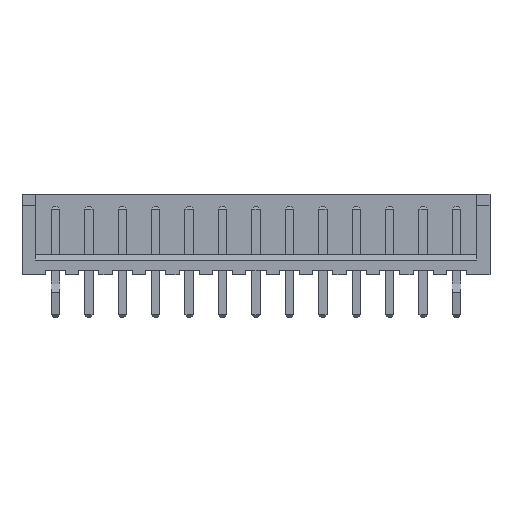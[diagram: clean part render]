
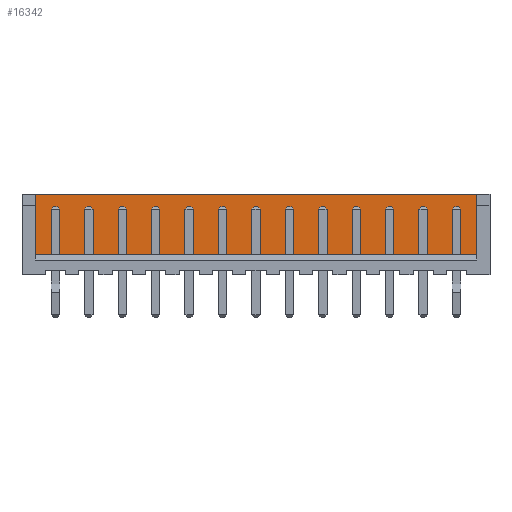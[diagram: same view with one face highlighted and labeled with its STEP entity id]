
A CAD part, front view. The second image highlights one B-rep face of the part: STEP entity #16342.
In plain terms, the highlighted planar face has unit normal (0, -1, 0).
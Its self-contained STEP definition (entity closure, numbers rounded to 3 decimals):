
#7158 = PLANE('',#7159);
#7159 = AXIS2_PLACEMENT_3D('',#7160,#7161,#7162);
#7160 = CARTESIAN_POINT('',(31.5,-0.6,1.5));
#7161 = DIRECTION('',(0.,0.,-1.));
#7162 = DIRECTION('',(-1.,0.,0.));
#7214 = PLANE('',#7215);
#7215 = AXIS2_PLACEMENT_3D('',#7216,#7217,#7218);
#7216 = CARTESIAN_POINT('',(-2.5,-2.2,6.));
#7217 = DIRECTION('',(0.,0.,-1.));
#7218 = DIRECTION('',(-1.,0.,0.));
#11306 = VERTEX_POINT('',#11307);
#11307 = CARTESIAN_POINT('',(32.05,1.15,6.));
#11321 = PLANE('',#11322);
#11322 = AXIS2_PLACEMENT_3D('',#11323,#11324,#11325);
#11323 = CARTESIAN_POINT('',(32.05,0.65,6.));
#11324 = DIRECTION('',(1.,0.,0.));
#11325 = DIRECTION('',(0.,1.,0.));
#11333 = EDGE_CURVE('',#11306,#11334,#11336,.T.);
#11334 = VERTEX_POINT('',#11335);
#11335 = CARTESIAN_POINT('',(-2.05,1.15,6.));
#11336 = SURFACE_CURVE('',#11337,(#11341,#11348),.PCURVE_S1.);
#11337 = LINE('',#11338,#11339);
#11338 = CARTESIAN_POINT('',(32.05,1.15,6.));
#11339 = VECTOR('',#11340,1.);
#11340 = DIRECTION('',(-1.,0.,0.));
#11341 = PCURVE('',#7214,#11342);
#11342 = DEFINITIONAL_REPRESENTATION('',(#11343),#11347);
#11343 = LINE('',#11344,#11345);
#11344 = CARTESIAN_POINT('',(-34.55,3.35));
#11345 = VECTOR('',#11346,1.);
#11346 = DIRECTION('',(1.,0.));
#11347 = ( GEOMETRIC_REPRESENTATION_CONTEXT(2)
PARAMETRIC_REPRESENTATION_CONTEXT() REPRESENTATION_CONTEXT('2D SPACE',''
) );
#11348 = PCURVE('',#11349,#11354);
#11349 = PLANE('',#11350);
#11350 = AXIS2_PLACEMENT_3D('',#11351,#11352,#11353);
#11351 = CARTESIAN_POINT('',(32.05,1.15,6.));
#11352 = DIRECTION('',(0.,1.,0.));
#11353 = DIRECTION('',(-1.,0.,0.));
#11354 = DEFINITIONAL_REPRESENTATION('',(#11355),#11359);
#11355 = LINE('',#11356,#11357);
#11356 = CARTESIAN_POINT('',(0.,0.));
#11357 = VECTOR('',#11358,1.);
#11358 = DIRECTION('',(1.,0.));
#11359 = ( GEOMETRIC_REPRESENTATION_CONTEXT(2)
PARAMETRIC_REPRESENTATION_CONTEXT() REPRESENTATION_CONTEXT('2D SPACE',''
) );
#11377 = PLANE('',#11378);
#11378 = AXIS2_PLACEMENT_3D('',#11379,#11380,#11381);
#11379 = CARTESIAN_POINT('',(-2.05,1.15,6.));
#11380 = DIRECTION('',(-1.,0.,0.));
#11381 = DIRECTION('',(0.,-1.,0.));
#11629 = VERTEX_POINT('',#11630);
#11630 = CARTESIAN_POINT('',(-2.05,1.15,1.5));
#11651 = EDGE_CURVE('',#11652,#11629,#11654,.T.);
#11652 = VERTEX_POINT('',#11653);
#11653 = CARTESIAN_POINT('',(32.05,1.15,1.5));
#11654 = SURFACE_CURVE('',#11655,(#11659,#11666),.PCURVE_S1.);
#11655 = LINE('',#11656,#11657);
#11656 = CARTESIAN_POINT('',(32.05,1.15,1.5));
#11657 = VECTOR('',#11658,1.);
#11658 = DIRECTION('',(-1.,0.,0.));
#11659 = PCURVE('',#7158,#11660);
#11660 = DEFINITIONAL_REPRESENTATION('',(#11661),#11665);
#11661 = LINE('',#11662,#11663);
#11662 = CARTESIAN_POINT('',(-0.55,1.75));
#11663 = VECTOR('',#11664,1.);
#11664 = DIRECTION('',(1.,0.));
#11665 = ( GEOMETRIC_REPRESENTATION_CONTEXT(2)
PARAMETRIC_REPRESENTATION_CONTEXT() REPRESENTATION_CONTEXT('2D SPACE',''
) );
#11666 = PCURVE('',#11349,#11667);
#11667 = DEFINITIONAL_REPRESENTATION('',(#11668),#11672);
#11668 = LINE('',#11669,#11670);
#11669 = CARTESIAN_POINT('',(0.,-4.5));
#11670 = VECTOR('',#11671,1.);
#11671 = DIRECTION('',(1.,0.));
#11672 = ( GEOMETRIC_REPRESENTATION_CONTEXT(2)
PARAMETRIC_REPRESENTATION_CONTEXT() REPRESENTATION_CONTEXT('2D SPACE',''
) );
#16319 = EDGE_CURVE('',#11334,#11629,#16320,.T.);
#16320 = SURFACE_CURVE('',#16321,(#16325,#16332),.PCURVE_S1.);
#16321 = LINE('',#16322,#16323);
#16322 = CARTESIAN_POINT('',(-2.05,1.15,6.));
#16323 = VECTOR('',#16324,1.);
#16324 = DIRECTION('',(0.,0.,-1.));
#16325 = PCURVE('',#11377,#16326);
#16326 = DEFINITIONAL_REPRESENTATION('',(#16327),#16331);
#16327 = LINE('',#16328,#16329);
#16328 = CARTESIAN_POINT('',(0.,0.));
#16329 = VECTOR('',#16330,1.);
#16330 = DIRECTION('',(0.,-1.));
#16331 = ( GEOMETRIC_REPRESENTATION_CONTEXT(2)
PARAMETRIC_REPRESENTATION_CONTEXT() REPRESENTATION_CONTEXT('2D SPACE',''
) );
#16332 = PCURVE('',#11349,#16333);
#16333 = DEFINITIONAL_REPRESENTATION('',(#16334),#16338);
#16334 = LINE('',#16335,#16336);
#16335 = CARTESIAN_POINT('',(34.1,0.));
#16336 = VECTOR('',#16337,1.);
#16337 = DIRECTION('',(0.,-1.));
#16338 = ( GEOMETRIC_REPRESENTATION_CONTEXT(2)
PARAMETRIC_REPRESENTATION_CONTEXT() REPRESENTATION_CONTEXT('2D SPACE',''
) );
#16342 = ADVANCED_FACE('',(#16343),#11349,.F.);
#16343 = FACE_BOUND('',#16344,.F.);
#16344 = EDGE_LOOP('',(#16345,#16366,#16367,#16368));
#16345 = ORIENTED_EDGE('',*,*,#16346,.T.);
#16346 = EDGE_CURVE('',#11306,#11652,#16347,.T.);
#16347 = SURFACE_CURVE('',#16348,(#16352,#16359),.PCURVE_S1.);
#16348 = LINE('',#16349,#16350);
#16349 = CARTESIAN_POINT('',(32.05,1.15,6.));
#16350 = VECTOR('',#16351,1.);
#16351 = DIRECTION('',(0.,0.,-1.));
#16352 = PCURVE('',#11349,#16353);
#16353 = DEFINITIONAL_REPRESENTATION('',(#16354),#16358);
#16354 = LINE('',#16355,#16356);
#16355 = CARTESIAN_POINT('',(0.,0.));
#16356 = VECTOR('',#16357,1.);
#16357 = DIRECTION('',(0.,-1.));
#16358 = ( GEOMETRIC_REPRESENTATION_CONTEXT(2)
PARAMETRIC_REPRESENTATION_CONTEXT() REPRESENTATION_CONTEXT('2D SPACE',''
) );
#16359 = PCURVE('',#11321,#16360);
#16360 = DEFINITIONAL_REPRESENTATION('',(#16361),#16365);
#16361 = LINE('',#16362,#16363);
#16362 = CARTESIAN_POINT('',(0.5,0.));
#16363 = VECTOR('',#16364,1.);
#16364 = DIRECTION('',(0.,-1.));
#16365 = ( GEOMETRIC_REPRESENTATION_CONTEXT(2)
PARAMETRIC_REPRESENTATION_CONTEXT() REPRESENTATION_CONTEXT('2D SPACE',''
) );
#16366 = ORIENTED_EDGE('',*,*,#11651,.T.);
#16367 = ORIENTED_EDGE('',*,*,#16319,.F.);
#16368 = ORIENTED_EDGE('',*,*,#11333,.F.);
